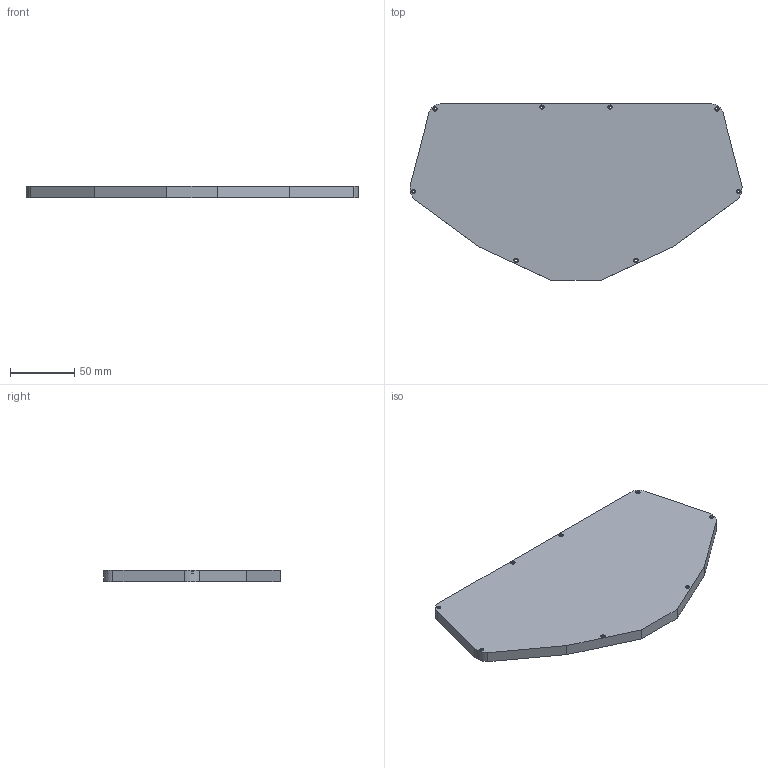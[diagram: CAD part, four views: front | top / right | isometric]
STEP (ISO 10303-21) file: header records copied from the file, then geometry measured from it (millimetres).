
FILE_DESCRIPTION(/* description */ (''),/* implementation_level */ '2;1');
FILE_NAME(/* name */ 'euclid36-sandwich-case-bottom v2.step',/* time_stamp */ '2021-04-13T23:07:21-07:00',/* author */ (''),/* organization */ (''),/* preprocessor_version */ 'ST-DEVELOPER v18.1',/* originating_system */ 'Autodesk Translation Framework v9.10.0.1330',/* authorisation */ '');
FILE_SCHEMA (('AUTOMOTIVE_DESIGN { 1 0 10303 214 3 1 1 }'));
Length unit declared in the file: millimetre
Products named in the file (2): euclid36-sandwich-case-bottom; COMPOUND
Assembly tree (1 placements, depth 2):
  euclid36-sandwich-case-bottom
    COMPOUND
Bounding box: 258.09 x 137 x 8.6 mm (x, y, z)
Volume: 66774.4 mm3; surface area: 66579.5 mm2
Topology: 1 solids, 1 shells, 67 faces, 146 edges, 98 vertices
Faces by surface type: plane 35, cylinder 32
Full cylindrical faces by diameter (mm): 2.1 x8, 3.3 x16
Entity records: 1952 total; most frequent: DIRECTION 350, CARTESIAN_POINT 314, ORIENTED_EDGE 292, EDGE_CURVE 146, AXIS2_PLACEMENT_3D 134, EDGE_LOOP 100, VERTEX_POINT 98, LINE 82
